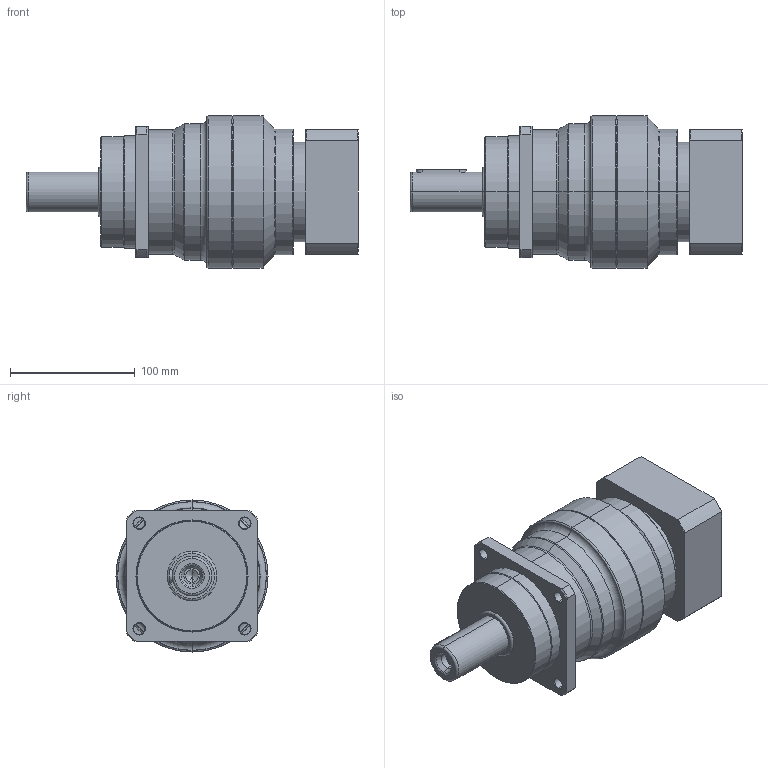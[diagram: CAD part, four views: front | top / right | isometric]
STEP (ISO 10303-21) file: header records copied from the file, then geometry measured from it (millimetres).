
FILE_DESCRIPTION (( 'STEP AP203' ), '1' );
FILE_NAME ('錨璃5.STEP', '2020-10-27T05:08:26', ( '' ), ( '' ), 'SwSTEP 2.0', 'SolidWorks 2017', '' );
FILE_SCHEMA (( 'CONFIG_CONTROL_DESIGN' ));
Length unit declared in the file: millimetre
Products named in the file (1): 錨璃5
Bounding box: 266.51 x 122.07 x 122.07 mm (x, y, z)
Volume: 1786331 mm3; surface area: 132497.8 mm2
Topology: 1 solids, 1 shells, 183 faces, 412 edges, 241 vertices
Faces by surface type: cone 80, cylinder 64, plane 27, torus 12
Entity records: 5209 total; most frequent: CARTESIAN_POINT 993, DIRECTION 946, ORIENTED_EDGE 804, EDGE_CURVE 402, AXIS2_PLACEMENT_3D 394, VERTEX_POINT 241, EDGE_LOOP 211, CIRCLE 210
